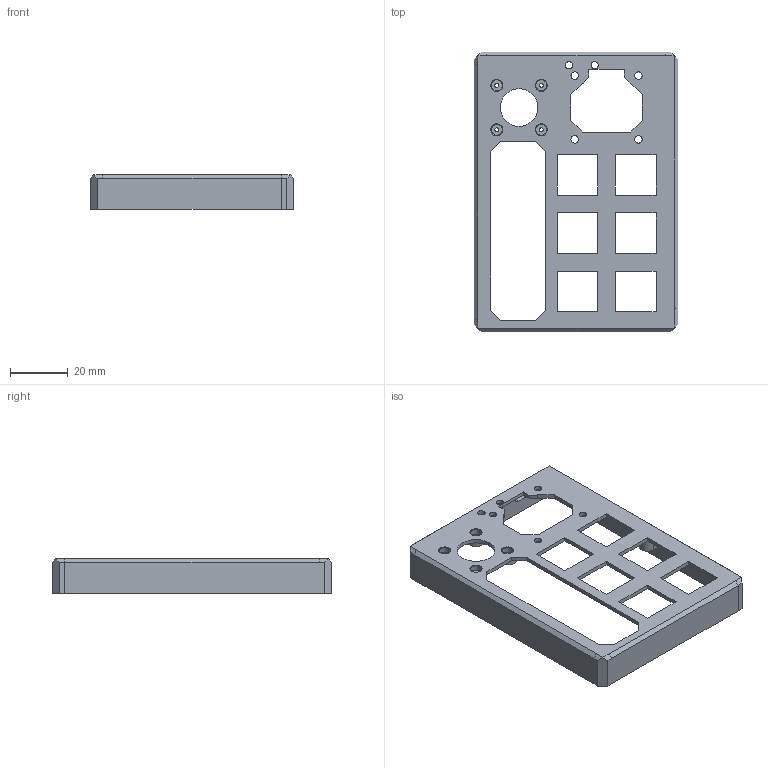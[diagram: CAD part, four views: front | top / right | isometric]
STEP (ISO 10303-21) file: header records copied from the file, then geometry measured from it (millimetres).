
FILE_DESCRIPTION (( 'STEP AP214' ), '1' );
FILE_NAME ('Top Shell.STEP', '2024-12-25T06:57:37', ( '' ), ( '' ), 'SwSTEP 2.0', 'SolidWorks 2024', '' );
FILE_SCHEMA (( 'AUTOMOTIVE_DESIGN' ));
Length unit declared in the file: millimetre
Products named in the file (1): Top Shell
Bounding box: 70.43 x 96.62 x 12.05 mm (x, y, z)
Volume: 12664.1 mm3; surface area: 16246.3 mm2
Topology: 1 solids, 1 shells, 237 faces, 614 edges, 397 vertices
Faces by surface type: plane 122, cylinder 78, cone 37
Entity records: 7335 total; most frequent: DIRECTION 1284, CARTESIAN_POINT 1252, ORIENTED_EDGE 1228, EDGE_CURVE 614, AXIS2_PLACEMENT_3D 433, LINE 418, VECTOR 418, VERTEX_POINT 397
